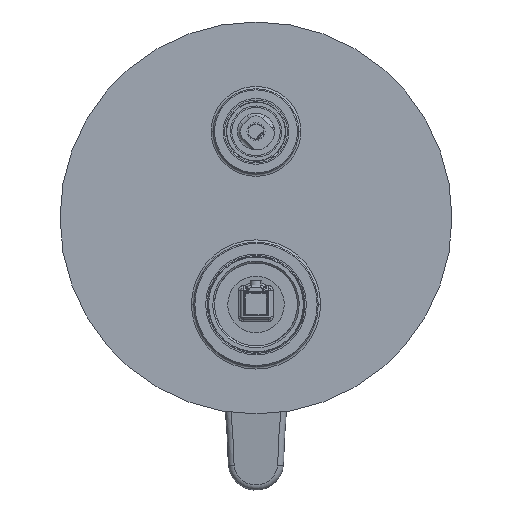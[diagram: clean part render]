
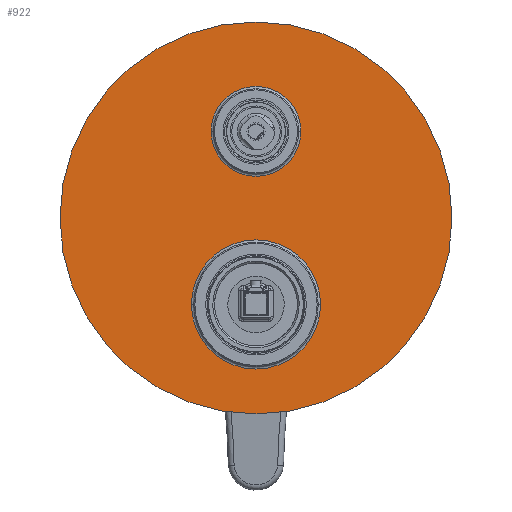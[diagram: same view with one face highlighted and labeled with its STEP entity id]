
A CAD part, front view. The second image highlights one B-rep face of the part: STEP entity #922.
In plain terms, the highlighted face is planar.
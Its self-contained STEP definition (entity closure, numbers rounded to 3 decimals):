
#74 = CARTESIAN_POINT ( 'NONE',  ( 0., 37.55, 0. ) ) ;
#180 = DIRECTION ( 'NONE',  ( 1., 0., 0. ) ) ;
#190 = VERTEX_POINT ( 'NONE', #11075 ) ;
#550 = CARTESIAN_POINT ( 'NONE',  ( -19.5, 37.55, 0. ) ) ;
#667 = AXIS2_PLACEMENT_3D ( 'NONE', #7195, #7149, #180 ) ;
#787 = AXIS2_PLACEMENT_3D ( 'NONE', #3228, #845, #7672 ) ;
#845 = DIRECTION ( 'NONE',  ( 0., 0., 1. ) ) ;
#922 = ADVANCED_FACE ( 'NONE', ( #14004, #2556, #2923 ), #6239, .F. ) ;
#1140 = EDGE_LOOP ( 'NONE', ( #5799, #6836 ) ) ;
#1478 = EDGE_CURVE ( 'NONE', #190, #11858, #5995, .T. ) ;
#1844 = AXIS2_PLACEMENT_3D ( 'NONE', #6292, #14676, #8754 ) ;
#2263 = CIRCLE ( 'NONE', #787, 19.5 ) ;
#2556 = FACE_BOUND ( 'NONE', #1140, .T. ) ;
#2923 = FACE_OUTER_BOUND ( 'NONE', #11883, .T. ) ;
#3077 = CIRCLE ( 'NONE', #12787, 85. ) ;
#3228 = CARTESIAN_POINT ( 'NONE',  ( 0., 37.55, 0. ) ) ;
#3578 = ORIENTED_EDGE ( 'NONE', *, *, #10850, .F. ) ;
#3652 = EDGE_CURVE ( 'NONE', #14228, #10698, #2263, .T. ) ;
#3838 = DIRECTION ( 'NONE',  ( 0., 0., 1. ) ) ;
#3953 = CARTESIAN_POINT ( 'NONE',  ( 19.5, 37.55, 0. ) ) ;
#4516 = CIRCLE ( 'NONE', #667, 28. ) ;
#4761 = AXIS2_PLACEMENT_3D ( 'NONE', #6058, #10521, #7227 ) ;
#5112 = VERTEX_POINT ( 'NONE', #8286 ) ;
#5799 = ORIENTED_EDGE ( 'NONE', *, *, #7089, .T. ) ;
#5995 = CIRCLE ( 'NONE', #4761, 28. ) ;
#6058 = CARTESIAN_POINT ( 'NONE',  ( 0., -37.5, 0. ) ) ;
#6239 = PLANE ( 'NONE',  #1844 ) ;
#6292 = CARTESIAN_POINT ( 'NONE',  ( 0., 0., 0. ) ) ;
#6743 = AXIS2_PLACEMENT_3D ( 'NONE', #74, #8215, #12910 ) ;
#6836 = ORIENTED_EDGE ( 'NONE', *, *, #3652, .T. ) ;
#7089 = EDGE_CURVE ( 'NONE', #10698, #14228, #9097, .T. ) ;
#7096 = AXIS2_PLACEMENT_3D ( 'NONE', #8953, #8858, #12331 ) ;
#7149 = DIRECTION ( 'NONE',  ( 0., 0., 1. ) ) ;
#7195 = CARTESIAN_POINT ( 'NONE',  ( 0., -37.5, 0. ) ) ;
#7216 = EDGE_LOOP ( 'NONE', ( #13288, #14644 ) ) ;
#7227 = DIRECTION ( 'NONE',  ( 1., 0., 0. ) ) ;
#7441 = CARTESIAN_POINT ( 'NONE',  ( -28., -37.5, 0. ) ) ;
#7672 = DIRECTION ( 'NONE',  ( 1., 0., 0. ) ) ;
#8215 = DIRECTION ( 'NONE',  ( 0., 0., 1. ) ) ;
#8286 = CARTESIAN_POINT ( 'NONE',  ( -85., 0., 0. ) ) ;
#8754 = DIRECTION ( 'NONE',  ( 1., 0., 0. ) ) ;
#8858 = DIRECTION ( 'NONE',  ( 0., 0., 1. ) ) ;
#8953 = CARTESIAN_POINT ( 'NONE',  ( 0., 0., 0. ) ) ;
#8994 = EDGE_CURVE ( 'NONE', #13302, #5112, #3077, .T. ) ;
#9097 = CIRCLE ( 'NONE', #6743, 19.5 ) ;
#9447 = EDGE_CURVE ( 'NONE', #11858, #190, #4516, .T. ) ;
#10226 = CARTESIAN_POINT ( 'NONE',  ( 85., 0., 0. ) ) ;
#10521 = DIRECTION ( 'NONE',  ( 0., 0., 1. ) ) ;
#10698 = VERTEX_POINT ( 'NONE', #3953 ) ;
#10850 = EDGE_CURVE ( 'NONE', #5112, #13302, #14309, .T. ) ;
#11075 = CARTESIAN_POINT ( 'NONE',  ( 28., -37.5, 0. ) ) ;
#11645 = ORIENTED_EDGE ( 'NONE', *, *, #8994, .F. ) ;
#11858 = VERTEX_POINT ( 'NONE', #7441 ) ;
#11883 = EDGE_LOOP ( 'NONE', ( #3578, #11645 ) ) ;
#12105 = DIRECTION ( 'NONE',  ( 1., 0., 0. ) ) ;
#12331 = DIRECTION ( 'NONE',  ( 1., 0., 0. ) ) ;
#12787 = AXIS2_PLACEMENT_3D ( 'NONE', #13117, #3838, #12105 ) ;
#12910 = DIRECTION ( 'NONE',  ( 1., 0., 0. ) ) ;
#13117 = CARTESIAN_POINT ( 'NONE',  ( 0., 0., 0. ) ) ;
#13288 = ORIENTED_EDGE ( 'NONE', *, *, #1478, .T. ) ;
#13302 = VERTEX_POINT ( 'NONE', #10226 ) ;
#14004 = FACE_BOUND ( 'NONE', #7216, .T. ) ;
#14228 = VERTEX_POINT ( 'NONE', #550 ) ;
#14309 = CIRCLE ( 'NONE', #7096, 85. ) ;
#14644 = ORIENTED_EDGE ( 'NONE', *, *, #9447, .T. ) ;
#14676 = DIRECTION ( 'NONE',  ( 0., 0., 1. ) ) ;
